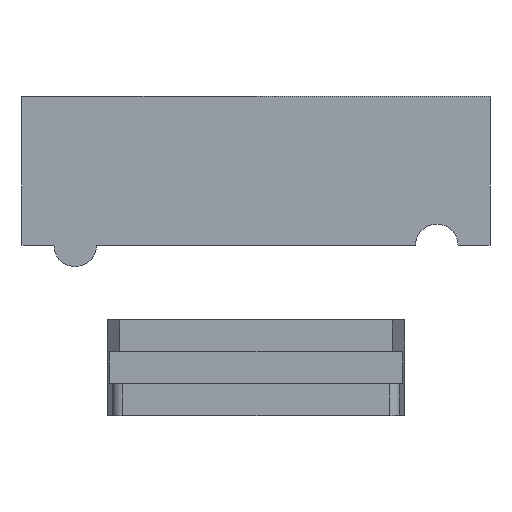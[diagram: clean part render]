
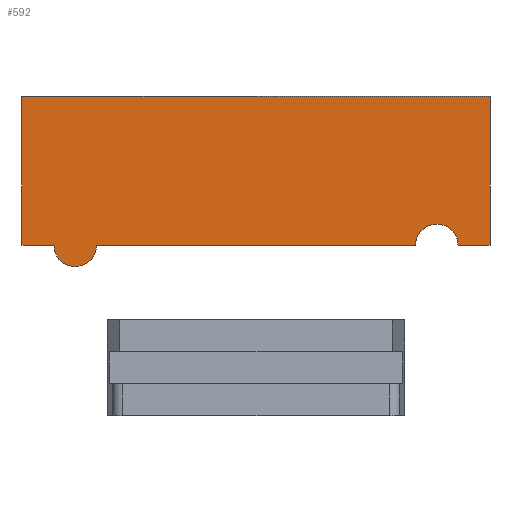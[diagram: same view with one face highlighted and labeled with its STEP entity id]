
A CAD part, left-side view. The second image highlights one B-rep face of the part: STEP entity #592.
In plain terms, the highlighted planar face has unit normal (-1, 0, 0).
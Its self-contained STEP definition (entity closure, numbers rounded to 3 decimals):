
#62=AXIS2_PLACEMENT_3D('Circle Axis2P3D',#60,#61,$) ;
#88=AXIS2_PLACEMENT_3D('Circle Axis2P3D',#86,#87,$) ;
#580=AXIS2_PLACEMENT_3D('Plane Axis2P3D',#577,#578,#579) ;
#43=CARTESIAN_POINT('Vertex',(87.65,9.5,4.5)) ;
#57=CARTESIAN_POINT('Vertex',(87.65,7.5,4.5)) ;
#60=CARTESIAN_POINT('Axis2P3D Location',(87.65,8.5,4.5)) ;
#83=CARTESIAN_POINT('Vertex',(87.65,-9.5,4.5)) ;
#86=CARTESIAN_POINT('Axis2P3D Location',(87.65,-8.5,4.5)) ;
#90=CARTESIAN_POINT('Vertex',(87.65,-7.5,4.5)) ;
#150=CARTESIAN_POINT('Line Origine',(87.65,0.,4.5)) ;
#177=CARTESIAN_POINT('Vertex',(87.65,-11.,4.5)) ;
#180=CARTESIAN_POINT('Line Origine',(87.65,-10.25,4.5)) ;
#192=CARTESIAN_POINT('Line Origine',(87.65,10.25,4.5)) ;
#196=CARTESIAN_POINT('Vertex',(87.65,11.,4.5)) ;
#227=CARTESIAN_POINT('Vertex',(87.65,11.,11.5)) ;
#237=CARTESIAN_POINT('Line Origine',(87.65,11.,8.)) ;
#260=CARTESIAN_POINT('Vertex',(87.65,-11.,11.5)) ;
#268=CARTESIAN_POINT('Line Origine',(87.65,0.,11.5)) ;
#285=CARTESIAN_POINT('Line Origine',(87.65,-11.,8.)) ;
#577=CARTESIAN_POINT('Axis2P3D Location',(87.65,-11.,4.5)) ;
#61=DIRECTION('Axis2P3D Direction',(1.,0.,0.)) ;
#87=DIRECTION('Axis2P3D Direction',(1.,0.,0.)) ;
#151=DIRECTION('Vector Direction',(0.,1.,0.)) ;
#181=DIRECTION('Vector Direction',(0.,1.,0.)) ;
#193=DIRECTION('Vector Direction',(0.,1.,0.)) ;
#238=DIRECTION('Vector Direction',(0.,0.,1.)) ;
#269=DIRECTION('Vector Direction',(0.,1.,0.)) ;
#286=DIRECTION('Vector Direction',(0.,0.,1.)) ;
#578=DIRECTION('Axis2P3D Direction',(1.,0.,0.)) ;
#579=DIRECTION('Axis2P3D XDirection',(0.,1.,0.)) ;
#152=VECTOR('Line Direction',#151,1.) ;
#182=VECTOR('Line Direction',#181,1.) ;
#194=VECTOR('Line Direction',#193,1.) ;
#239=VECTOR('Line Direction',#238,1.) ;
#270=VECTOR('Line Direction',#269,1.) ;
#287=VECTOR('Line Direction',#286,1.) ;
#583=ORIENTED_EDGE('',*,*,#64,.F.) ;
#584=ORIENTED_EDGE('',*,*,#154,.F.) ;
#585=ORIENTED_EDGE('',*,*,#92,.T.) ;
#586=ORIENTED_EDGE('',*,*,#184,.F.) ;
#587=ORIENTED_EDGE('',*,*,#289,.T.) ;
#588=ORIENTED_EDGE('',*,*,#272,.T.) ;
#589=ORIENTED_EDGE('',*,*,#241,.F.) ;
#590=ORIENTED_EDGE('',*,*,#198,.F.) ;
#592=ADVANCED_FACE('\X2\30DC30C730FC53D6308A4ED830512461\X0\ \X2\306E7D50679C\X0\',(#591),#581,.F.) ;
#63=CIRCLE('generated circle',#62,1.) ;
#89=CIRCLE('generated circle',#88,1.) ;
#64=EDGE_CURVE('',#58,#44,#63,.T.) ;
#92=EDGE_CURVE('',#91,#84,#89,.T.) ;
#154=EDGE_CURVE('',#91,#58,#153,.T.) ;
#184=EDGE_CURVE('',#178,#84,#183,.T.) ;
#198=EDGE_CURVE('',#44,#197,#195,.T.) ;
#241=EDGE_CURVE('',#197,#228,#240,.T.) ;
#272=EDGE_CURVE('',#261,#228,#271,.T.) ;
#289=EDGE_CURVE('',#178,#261,#288,.T.) ;
#582=EDGE_LOOP('',(#583,#584,#585,#586,#587,#588,#589,#590)) ;
#591=FACE_OUTER_BOUND('',#582,.T.) ;
#153=LINE('Line',#150,#152) ;
#183=LINE('Line',#180,#182) ;
#195=LINE('Line',#192,#194) ;
#240=LINE('Line',#237,#239) ;
#271=LINE('Line',#268,#270) ;
#288=LINE('Line',#285,#287) ;
#581=PLANE('Plane',#580) ;
#44=VERTEX_POINT('',#43) ;
#58=VERTEX_POINT('',#57) ;
#84=VERTEX_POINT('',#83) ;
#91=VERTEX_POINT('',#90) ;
#178=VERTEX_POINT('',#177) ;
#197=VERTEX_POINT('',#196) ;
#228=VERTEX_POINT('',#227) ;
#261=VERTEX_POINT('',#260) ;
